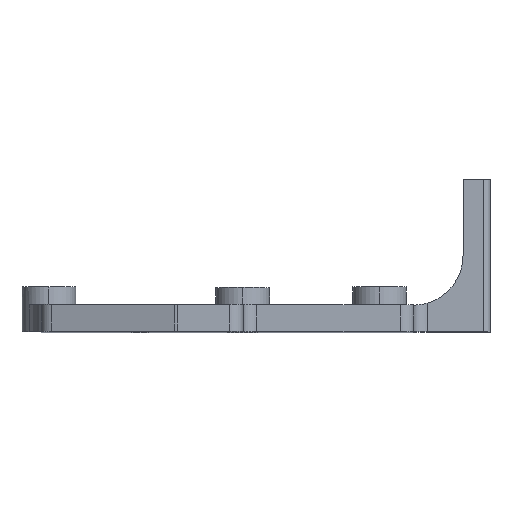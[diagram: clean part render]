
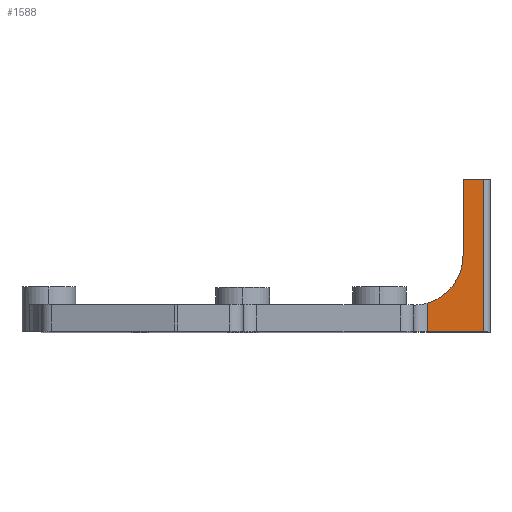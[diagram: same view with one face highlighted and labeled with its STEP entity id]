
A CAD part, top view. The second image highlights one B-rep face of the part: STEP entity #1588.
In plain terms, the highlighted planar face has unit normal (0, 0, 1).
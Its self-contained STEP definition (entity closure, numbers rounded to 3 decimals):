
#58 = VECTOR ( 'NONE', #521, 1000. ) ;
#76 = DIRECTION ( 'NONE',  ( 0., 0., -1. ) ) ;
#99 = LINE ( 'NONE', #1395, #842 ) ;
#108 = CARTESIAN_POINT ( 'NONE',  ( 2.25, 25.5, -4.794 ) ) ;
#134 = DIRECTION ( 'NONE',  ( 0., 1., 0. ) ) ;
#178 = VECTOR ( 'NONE', #603, 1000. ) ;
#199 = LINE ( 'NONE', #362, #58 ) ;
#228 = ORIENTED_EDGE ( 'NONE', *, *, #1631, .F. ) ;
#236 = AXIS2_PLACEMENT_3D ( 'NONE', #1390, #76, #1099 ) ;
#362 = CARTESIAN_POINT ( 'NONE',  ( 3.75, 17., -4.794 ) ) ;
#396 = ORIENTED_EDGE ( 'NONE', *, *, #602, .F. ) ;
#458 = CARTESIAN_POINT ( 'NONE',  ( 10., 17., -4.794 ) ) ;
#481 = CARTESIAN_POINT ( 'NONE',  ( 10.75, 34., -4.794 ) ) ;
#521 = DIRECTION ( 'NONE',  ( 0., -1., 0. ) ) ;
#548 = DIRECTION ( 'NONE',  ( -1., 0., 0. ) ) ;
#570 = LINE ( 'NONE', #1182, #178 ) ;
#602 = EDGE_CURVE ( 'NONE', #1123, #654, #1715, .T. ) ;
#603 = DIRECTION ( 'NONE',  ( -1., 0., 0. ) ) ;
#622 = VERTEX_POINT ( 'NONE', #1029 ) ;
#654 = VERTEX_POINT ( 'NONE', #1677 ) ;
#660 = CARTESIAN_POINT ( 'NONE',  ( 3.75, 20.208, -4.794 ) ) ;
#664 = EDGE_CURVE ( 'NONE', #897, #622, #1185, .T. ) ;
#686 = ORIENTED_EDGE ( 'NONE', *, *, #1346, .F. ) ;
#782 = ORIENTED_EDGE ( 'NONE', *, *, #877, .T. ) ;
#819 = LINE ( 'NONE', #481, #1159 ) ;
#842 = VECTOR ( 'NONE', #1851, 1000. ) ;
#877 = EDGE_CURVE ( 'NONE', #622, #1367, #819, .T. ) ;
#885 = VERTEX_POINT ( 'NONE', #1103 ) ;
#892 = FACE_OUTER_BOUND ( 'NONE', #1368, .T. ) ;
#897 = VERTEX_POINT ( 'NONE', #458 ) ;
#1006 = AXIS2_PLACEMENT_3D ( 'NONE', #108, #1063, #134 ) ;
#1029 = CARTESIAN_POINT ( 'NONE',  ( 10., 34., -4.794 ) ) ;
#1044 = CARTESIAN_POINT ( 'NONE',  ( 7.75, 34., -4.794 ) ) ;
#1048 = ORIENTED_EDGE ( 'NONE', *, *, #664, .T. ) ;
#1063 = DIRECTION ( 'NONE',  ( 0., 0., 1. ) ) ;
#1099 = DIRECTION ( 'NONE',  ( 0., 1., 0. ) ) ;
#1103 = CARTESIAN_POINT ( 'NONE',  ( 3.75, 17., -4.794 ) ) ;
#1123 = VERTEX_POINT ( 'NONE', #660 ) ;
#1159 = VECTOR ( 'NONE', #548, 1000. ) ;
#1182 = CARTESIAN_POINT ( 'NONE',  ( 10.75, 17., -4.794 ) ) ;
#1185 = LINE ( 'NONE', #1612, #1527 ) ;
#1241 = PLANE ( 'NONE',  #236 ) ;
#1243 = DIRECTION ( 'NONE',  ( 0., 1., 0. ) ) ;
#1346 = EDGE_CURVE ( 'NONE', #897, #885, #570, .T. ) ;
#1367 = VERTEX_POINT ( 'NONE', #1044 ) ;
#1368 = EDGE_LOOP ( 'NONE', ( #686, #1048, #782, #228, #396, #1536 ) ) ;
#1390 = CARTESIAN_POINT ( 'NONE',  ( 10.75, 34., -4.794 ) ) ;
#1395 = CARTESIAN_POINT ( 'NONE',  ( 7.75, 0., -4.794 ) ) ;
#1527 = VECTOR ( 'NONE', #1243, 1000. ) ;
#1536 = ORIENTED_EDGE ( 'NONE', *, *, #1640, .T. ) ;
#1588 = ADVANCED_FACE ( 'NONE', ( #892 ), #1241, .F. ) ;
#1612 = CARTESIAN_POINT ( 'NONE',  ( 10., 34., -4.794 ) ) ;
#1631 = EDGE_CURVE ( 'NONE', #654, #1367, #99, .T. ) ;
#1640 = EDGE_CURVE ( 'NONE', #1123, #885, #199, .T. ) ;
#1677 = CARTESIAN_POINT ( 'NONE',  ( 7.75, 25.5, -4.794 ) ) ;
#1715 = CIRCLE ( 'NONE', #1006, 5.5 ) ;
#1851 = DIRECTION ( 'NONE',  ( 0., 1., 0. ) ) ;
